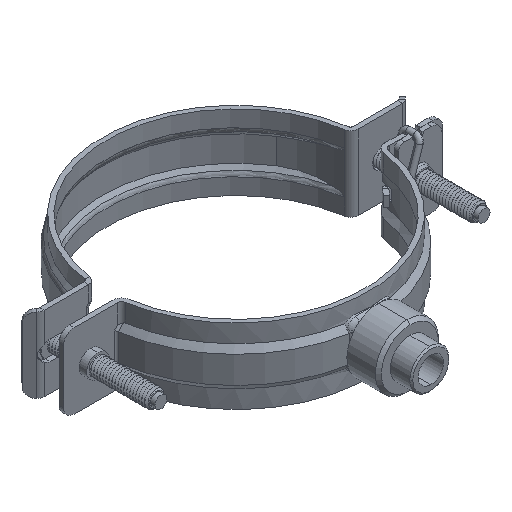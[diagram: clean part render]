
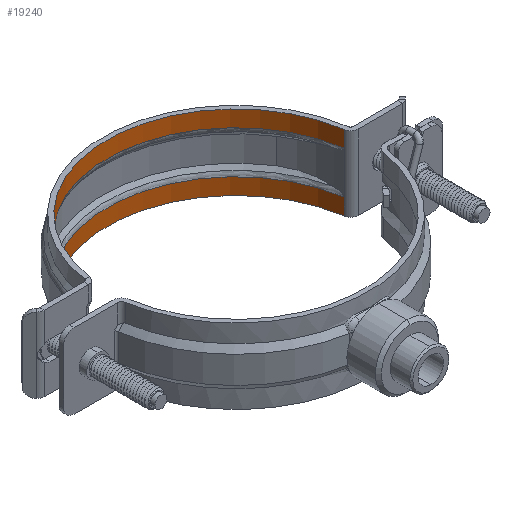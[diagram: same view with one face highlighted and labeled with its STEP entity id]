
A CAD part, isometric view. The second image highlights one B-rep face of the part: STEP entity #19240.
In plain terms, the highlighted cylindrical face has radius 43 mm (diameter 86 mm), a partial arc.
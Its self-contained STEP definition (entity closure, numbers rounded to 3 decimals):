
#926 = AXIS2_PLACEMENT_3D ( 'NONE', #25476, #13042, #7194 ) ;
#1039 = CIRCLE ( 'NONE', #39342, 43. ) ;
#1041 = CARTESIAN_POINT ( 'NONE',  ( 42.524, 6.379, -12.5 ) ) ;
#1524 = EDGE_CURVE ( 'NONE', #36777, #32010, #29701, .T. ) ;
#1836 = CARTESIAN_POINT ( 'NONE',  ( 0., 0., 12.5 ) ) ;
#2407 = CARTESIAN_POINT ( 'NONE',  ( 42.524, 6.379, 0. ) ) ;
#4609 = CARTESIAN_POINT ( 'NONE',  ( -42.524, 6.379, -7.083 ) ) ;
#5054 = CARTESIAN_POINT ( 'NONE',  ( 0., 0., -12.5 ) ) ;
#5058 = CARTESIAN_POINT ( 'NONE',  ( -42.524, 6.379, -12.5 ) ) ;
#5237 = DIRECTION ( 'NONE',  ( 0., 0., 1. ) ) ;
#5399 = EDGE_CURVE ( 'NONE', #17445, #20863, #1039, .T. ) ;
#6634 = VECTOR ( 'NONE', #5237, 1000. ) ;
#7118 = DIRECTION ( 'NONE',  ( 1., 0., 0. ) ) ;
#7194 = DIRECTION ( 'NONE',  ( 1., 0., 0. ) ) ;
#8627 = CARTESIAN_POINT ( 'NONE',  ( 42.524, 6.379, -7.083 ) ) ;
#8781 = ORIENTED_EDGE ( 'NONE', *, *, #38668, .F. ) ;
#9075 = ORIENTED_EDGE ( 'NONE', *, *, #30564, .T. ) ;
#9430 = LINE ( 'NONE', #16060, #21019 ) ;
#9563 = CARTESIAN_POINT ( 'NONE',  ( -42.524, 6.379, -12.5 ) ) ;
#9741 = CARTESIAN_POINT ( 'NONE',  ( -42.524, 6.379, 12.5 ) ) ;
#11563 = ORIENTED_EDGE ( 'NONE', *, *, #1524, .T. ) ;
#12013 = LINE ( 'NONE', #2407, #27932 ) ;
#13042 = DIRECTION ( 'NONE',  ( 0., 0., 1. ) ) ;
#13561 = DIRECTION ( 'NONE',  ( 0., 0., 1. ) ) ;
#13766 = CARTESIAN_POINT ( 'NONE',  ( 0., 0., 7.083 ) ) ;
#14067 = DIRECTION ( 'NONE',  ( 0., 0., -1. ) ) ;
#14289 = DIRECTION ( 'NONE',  ( 1., 0., 0. ) ) ;
#14395 = EDGE_CURVE ( 'NONE', #20341, #36777, #12013, .T. ) ;
#14615 = VECTOR ( 'NONE', #18796, 1000. ) ;
#15866 = CIRCLE ( 'NONE', #21611, 43. ) ;
#16060 = CARTESIAN_POINT ( 'NONE',  ( 42.524, 6.379, -12.5 ) ) ;
#17303 = DIRECTION ( 'NONE',  ( 0., 0., 1. ) ) ;
#17445 = VERTEX_POINT ( 'NONE', #1041 ) ;
#17864 = CARTESIAN_POINT ( 'NONE',  ( -42.524, 6.379, 7.083 ) ) ;
#18725 = EDGE_LOOP ( 'NONE', ( #24041, #11563, #36946, #37801, #9075, #37386, #8781, #23181 ) ) ;
#18796 = DIRECTION ( 'NONE',  ( 0., 0., 1. ) ) ;
#19240 = ADVANCED_FACE ( 'NONE', ( #25174 ), #30957, .F. ) ;
#19361 = CARTESIAN_POINT ( 'NONE',  ( 0., 0., -127.342 ) ) ;
#20341 = VERTEX_POINT ( 'NONE', #36505 ) ;
#20697 = LINE ( 'NONE', #5058, #6634 ) ;
#20863 = VERTEX_POINT ( 'NONE', #37449 ) ;
#21019 = VECTOR ( 'NONE', #24888, 1000. ) ;
#21611 = AXIS2_PLACEMENT_3D ( 'NONE', #13766, #36104, #32723 ) ;
#23119 = VERTEX_POINT ( 'NONE', #38515 ) ;
#23181 = ORIENTED_EDGE ( 'NONE', *, *, #32369, .T. ) ;
#24041 = ORIENTED_EDGE ( 'NONE', *, *, #14395, .T. ) ;
#24233 = DIRECTION ( 'NONE',  ( 0., 0., -1. ) ) ;
#24888 = DIRECTION ( 'NONE',  ( 0., 0., 1. ) ) ;
#25174 = FACE_OUTER_BOUND ( 'NONE', #18725, .T. ) ;
#25476 = CARTESIAN_POINT ( 'NONE',  ( 0., 0., -7.083 ) ) ;
#26471 = AXIS2_PLACEMENT_3D ( 'NONE', #19361, #13561, #7118 ) ;
#27932 = VECTOR ( 'NONE', #24233, 1000. ) ;
#28401 = EDGE_CURVE ( 'NONE', #39492, #23119, #35002, .T. ) ;
#29252 = EDGE_CURVE ( 'NONE', #20863, #32010, #34761, .T. ) ;
#29285 = AXIS2_PLACEMENT_3D ( 'NONE', #1836, #14067, #34845 ) ;
#29701 = CIRCLE ( 'NONE', #926, 43. ) ;
#30564 = EDGE_CURVE ( 'NONE', #17445, #23119, #9430, .T. ) ;
#30957 = CYLINDRICAL_SURFACE ( 'NONE', #26471, 43. ) ;
#32010 = VERTEX_POINT ( 'NONE', #4609 ) ;
#32369 = EDGE_CURVE ( 'NONE', #36682, #20341, #15866, .T. ) ;
#32723 = DIRECTION ( 'NONE',  ( 1., 0., 0. ) ) ;
#34761 = LINE ( 'NONE', #9563, #14615 ) ;
#34845 = DIRECTION ( 'NONE',  ( 1., 0., 0. ) ) ;
#35002 = CIRCLE ( 'NONE', #29285, 43. ) ;
#36104 = DIRECTION ( 'NONE',  ( 0., 0., -1. ) ) ;
#36505 = CARTESIAN_POINT ( 'NONE',  ( 42.524, 6.379, 7.083 ) ) ;
#36682 = VERTEX_POINT ( 'NONE', #17864 ) ;
#36777 = VERTEX_POINT ( 'NONE', #8627 ) ;
#36946 = ORIENTED_EDGE ( 'NONE', *, *, #29252, .F. ) ;
#37386 = ORIENTED_EDGE ( 'NONE', *, *, #28401, .F. ) ;
#37449 = CARTESIAN_POINT ( 'NONE',  ( -42.524, 6.379, -12.5 ) ) ;
#37801 = ORIENTED_EDGE ( 'NONE', *, *, #5399, .F. ) ;
#38515 = CARTESIAN_POINT ( 'NONE',  ( 42.524, 6.379, 12.5 ) ) ;
#38668 = EDGE_CURVE ( 'NONE', #36682, #39492, #20697, .T. ) ;
#39342 = AXIS2_PLACEMENT_3D ( 'NONE', #5054, #17303, #14289 ) ;
#39492 = VERTEX_POINT ( 'NONE', #9741 ) ;
